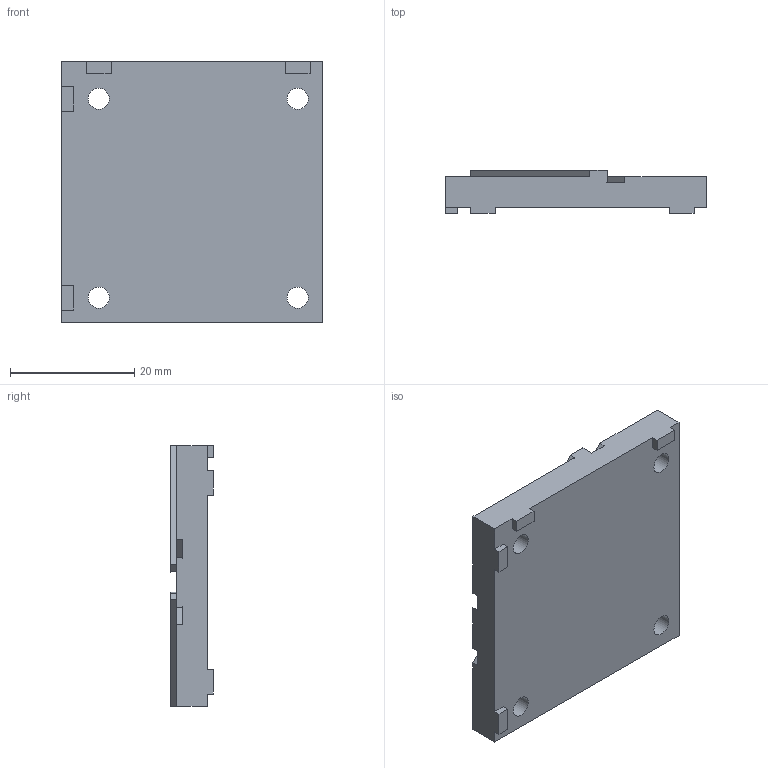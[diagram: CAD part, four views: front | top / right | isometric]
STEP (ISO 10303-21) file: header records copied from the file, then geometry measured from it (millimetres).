
FILE_DESCRIPTION(/* description */ ('Goniometer cube mount'),/* implementation_level */ '2;1');
FILE_NAME(/* name */ 'FAB-OX0006-GoniometerCubeMount.stp',/* time_stamp */ '2020-02-10T12:00:58+00:00',/* author */ ('whgu0532'),/* organization */ (''),/* preprocessor_version */ 'ST-DEVELOPER v18',/* originating_system */ 'Autodesk Inventor 2020',/* authorisation */ '');
FILE_SCHEMA (('AUTOMOTIVE_DESIGN { 1 0 10303 214 3 1 1 }'));
Length unit declared in the file: millimetre
Products named in the file (1): FAB-OX0006
Bounding box: 42 x 6.9 x 42 mm (x, y, z)
Volume: 8265.7 mm3; surface area: 4859.5 mm2
Topology: 1 solids, 1 shells, 53 faces, 149 edges, 102 vertices
Faces by surface type: plane 42, cylinder 11
Full cylindrical faces by diameter (mm): 3.4 x4, 6.5 x4
Entity records: 1774 total; most frequent: CARTESIAN_POINT 305, ORIENTED_EDGE 298, DIRECTION 287, EDGE_CURVE 149, LINE 119, VECTOR 119, VERTEX_POINT 102, AXIS2_PLACEMENT_3D 84
